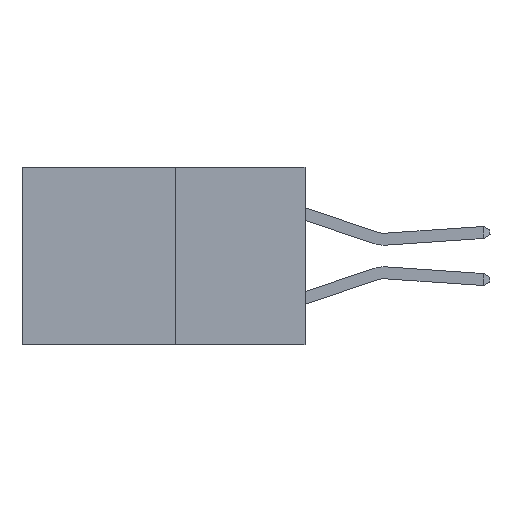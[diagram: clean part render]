
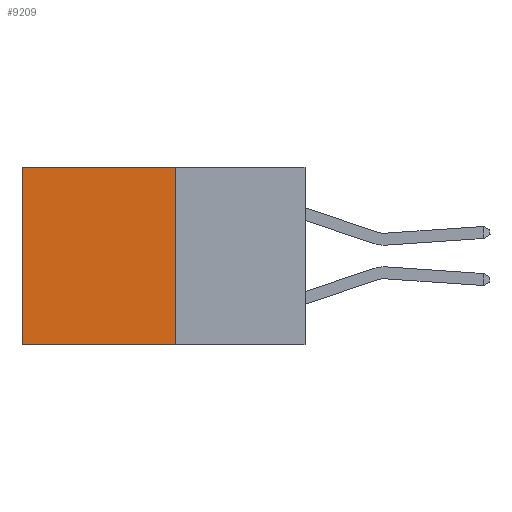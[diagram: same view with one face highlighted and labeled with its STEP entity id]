
A CAD part, left-side view. The second image highlights one B-rep face of the part: STEP entity #9209.
In plain terms, the highlighted planar face has unit normal (-1, 0, 0).
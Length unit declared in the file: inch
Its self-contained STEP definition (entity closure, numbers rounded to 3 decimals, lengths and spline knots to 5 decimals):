
#1154 = VERTEX_POINT ( 'NONE', #15085 ) ;
#1403 = CARTESIAN_POINT ( 'NONE',  ( 0.277, 0.27, -0.37 ) ) ;
#2324 = LINE ( 'NONE', #13384, #16371 ) ;
#3706 = VERTEX_POINT ( 'NONE', #16532 ) ;
#5420 = AXIS2_PLACEMENT_3D ( 'NONE', #21761, #23497, #12804 ) ;
#5491 = EDGE_LOOP ( 'NONE', ( #16073, #9563, #9789, #5593 ) ) ;
#5593 = ORIENTED_EDGE ( 'NONE', *, *, #17281, .T. ) ;
#6294 = VECTOR ( 'NONE', #12477, 39.37008 ) ;
#7105 = EDGE_CURVE ( 'NONE', #1154, #13169, #17155, .T. ) ;
#7176 = CARTESIAN_POINT ( 'NONE',  ( 0.277, 0.59, -0.37 ) ) ;
#7698 = VERTEX_POINT ( 'NONE', #12120 ) ;
#8076 = LINE ( 'NONE', #23374, #12358 ) ;
#8792 = CARTESIAN_POINT ( 'NONE',  ( 0.277, 0.59, -0.37 ) ) ;
#9070 = FACE_OUTER_BOUND ( 'NONE', #5491, .T. ) ;
#9120 = PLANE ( 'NONE',  #5420 ) ;
#9209 = ADVANCED_FACE ( 'NONE', ( #9070 ), #9120, .F. ) ;
#9563 = ORIENTED_EDGE ( 'NONE', *, *, #11491, .F. ) ;
#9789 = ORIENTED_EDGE ( 'NONE', *, *, #19086, .F. ) ;
#11491 = EDGE_CURVE ( 'NONE', #7698, #13169, #15988, .T. ) ;
#12120 = CARTESIAN_POINT ( 'NONE',  ( 0.277, 0.27, -0.37 ) ) ;
#12358 = VECTOR ( 'NONE', #14479, 39.37008 ) ;
#12477 = DIRECTION ( 'NONE',  ( 0., 0., -1. ) ) ;
#12804 = DIRECTION ( 'NONE',  ( 0., 0., -1. ) ) ;
#13169 = VERTEX_POINT ( 'NONE', #7176 ) ;
#13384 = CARTESIAN_POINT ( 'NONE',  ( 0.277, 0.27, 0. ) ) ;
#14353 = DIRECTION ( 'NONE',  ( 0., 1., 0. ) ) ;
#14479 = DIRECTION ( 'NONE',  ( 0., 0., -1. ) ) ;
#15085 = CARTESIAN_POINT ( 'NONE',  ( 0.277, 0.59, 0. ) ) ;
#15179 = DIRECTION ( 'NONE',  ( 0., 1., 0. ) ) ;
#15423 = VECTOR ( 'NONE', #14353, 39.37008 ) ;
#15988 = LINE ( 'NONE', #1403, #15423 ) ;
#16073 = ORIENTED_EDGE ( 'NONE', *, *, #7105, .T. ) ;
#16371 = VECTOR ( 'NONE', #15179, 39.37008 ) ;
#16532 = CARTESIAN_POINT ( 'NONE',  ( 0.277, 0.27, 0. ) ) ;
#17155 = LINE ( 'NONE', #8792, #6294 ) ;
#17281 = EDGE_CURVE ( 'NONE', #3706, #1154, #2324, .T. ) ;
#19086 = EDGE_CURVE ( 'NONE', #3706, #7698, #8076, .T. ) ;
#21761 = CARTESIAN_POINT ( 'NONE',  ( 0.277, 0.27, -0.37 ) ) ;
#23374 = CARTESIAN_POINT ( 'NONE',  ( 0.277, 0.27, -0.37 ) ) ;
#23497 = DIRECTION ( 'NONE',  ( 1., 0., 0. ) ) ;
